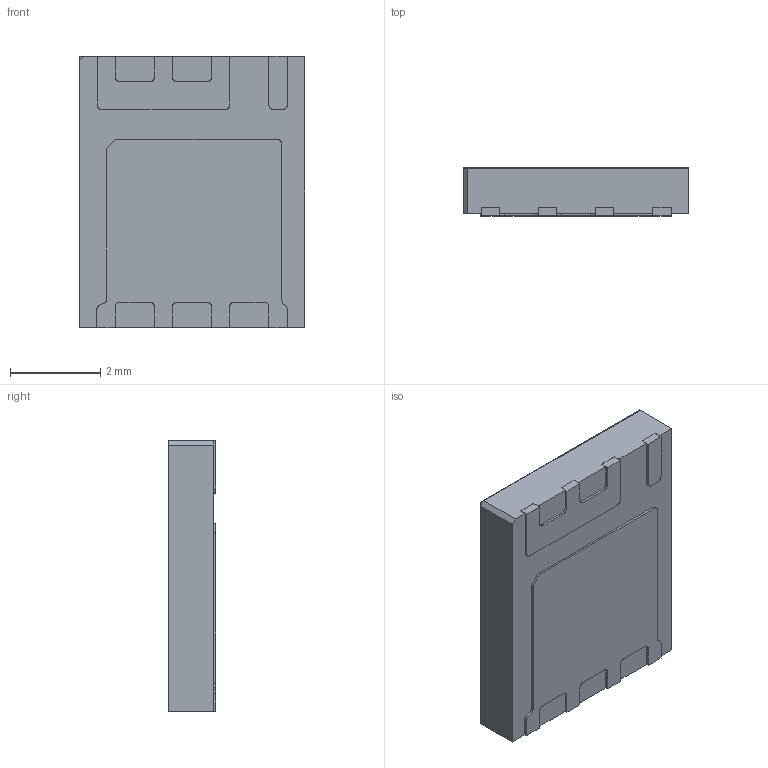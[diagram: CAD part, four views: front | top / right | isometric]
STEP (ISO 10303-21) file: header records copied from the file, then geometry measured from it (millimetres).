
FILE_DESCRIPTION (( 'STEP AP214' ), '1' );
FILE_NAME ('PQFN5x6_V2.STEP', '2015-12-03T16:23:39', ( 'student' ), ( 'Microsoft' ), 'SwSTEP 2.0', 'SolidWorks 2014', '' );
FILE_SCHEMA (( 'AUTOMOTIVE_DESIGN' ));
Length unit declared in the file: millimetre
Products named in the file (1): PQFN5x6_V2
Bounding box: 5 x 1.06 x 6 mm (x, y, z)
Surface area: 142.3 mm2 (no closed solid volume)
Topology: 0 solids, 297 shells, 302 faces, 1204 edges, 1200 vertices
Faces by surface type: plane 263, cylinder 25, bspline 14
Entity records: 16895 total; most frequent: CARTESIAN_POINT 4477, DIRECTION 1529, ORIENTED_EDGE 1216, EDGE_CURVE 1204, VERTEX_POINT 1200, LINE 851, VECTOR 851, AXIS2_PLACEMENT_3D 339
